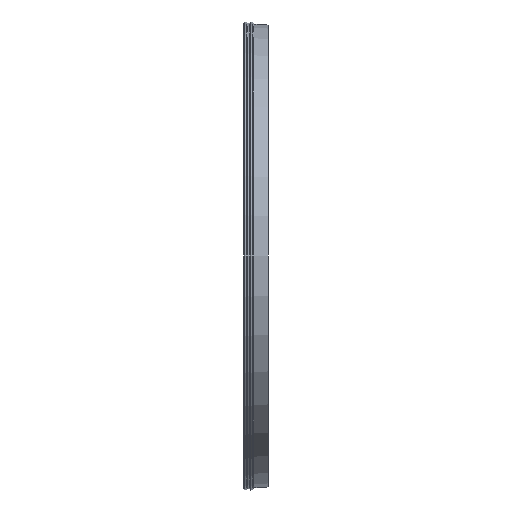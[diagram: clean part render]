
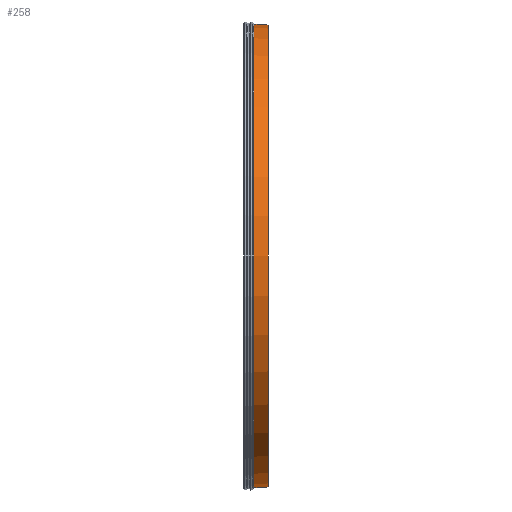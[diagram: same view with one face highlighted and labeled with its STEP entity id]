
A CAD part, left-side view. The second image highlights one B-rep face of the part: STEP entity #258.
In plain terms, the highlighted conical face has half-angle 3 degrees and reference radius 828.363 mm.
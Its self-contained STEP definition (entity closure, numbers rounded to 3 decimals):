
#24=CONICAL_SURFACE('',#297,828.363,0.052);
#38=FACE_OUTER_BOUND('',#58,.T.);
#58=EDGE_LOOP('',(#197,#198,#199,#200));
#78=LINE('',#443,#94);
#94=VECTOR('',#356,828.363);
#111=CIRCLE('',#296,829.725);
#112=CIRCLE('',#298,827.);
#130=VERTEX_POINT('',#438);
#131=VERTEX_POINT('',#441);
#153=EDGE_CURVE('',#130,#130,#111,.T.);
#154=EDGE_CURVE('',#131,#131,#112,.T.);
#155=EDGE_CURVE('',#131,#130,#78,.T.);
#197=ORIENTED_EDGE('',*,*,#154,.F.);
#198=ORIENTED_EDGE('',*,*,#155,.T.);
#199=ORIENTED_EDGE('',*,*,#153,.T.);
#200=ORIENTED_EDGE('',*,*,#155,.F.);
#258=ADVANCED_FACE('',(#38),#24,.T.);
#296=AXIS2_PLACEMENT_3D('',#439,#350,#351);
#297=AXIS2_PLACEMENT_3D('',#440,#352,#353);
#298=AXIS2_PLACEMENT_3D('',#442,#354,#355);
#350=DIRECTION('center_axis',(0.,-1.,0.));
#351=DIRECTION('ref_axis',(1.,0.,0.));
#352=DIRECTION('center_axis',(0.,1.,0.));
#353=DIRECTION('ref_axis',(1.,0.,0.));
#354=DIRECTION('center_axis',(0.,-1.,0.));
#355=DIRECTION('ref_axis',(1.,0.,0.));
#356=DIRECTION('',(-0.052,0.999,0.));
#438=CARTESIAN_POINT('',(-829.725,52.,0.));
#439=CARTESIAN_POINT('Origin',(0.,52.,0.));
#440=CARTESIAN_POINT('Origin',(0.,26.,0.));
#441=CARTESIAN_POINT('',(-827.,0.,0.));
#442=CARTESIAN_POINT('Origin',(0.,0.,0.));
#443=CARTESIAN_POINT('',(-828.363,26.,0.));
